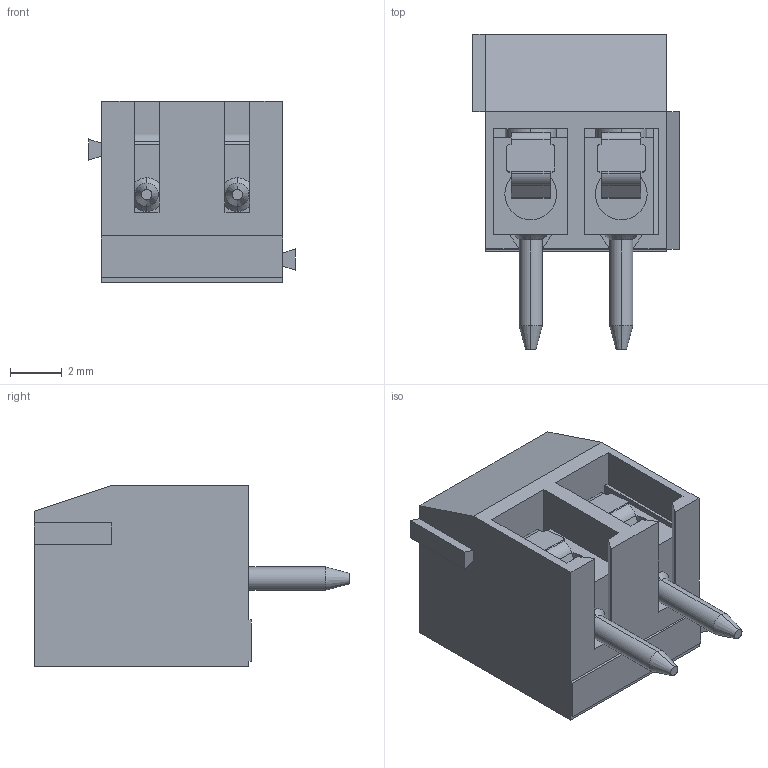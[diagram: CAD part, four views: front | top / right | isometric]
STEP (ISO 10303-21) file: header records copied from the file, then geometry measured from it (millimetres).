
FILE_DESCRIPTION (( 'STEP AP214' ), '1' );
FILE_NAME ('OSTTE020104.STEP', '2020-10-08T13:13:26', ( '' ), ( '' ), 'SwSTEP 2.0', 'SolidWorks 2017', '' );
FILE_SCHEMA (( 'AUTOMOTIVE_DESIGN' ));
Length unit declared in the file: millimetre
Products named in the file (1): OSTTE020104
Bounding box: 8 x 12.2 x 7 mm (x, y, z)
Volume: 268.4 mm3; surface area: 943.8 mm2
Topology: 5 solids, 5 shells, 245 faces, 577 edges, 352 vertices
Faces by surface type: plane 169, cylinder 58, cone 12, torus 6
Entity records: 6997 total; most frequent: CARTESIAN_POINT 1215, DIRECTION 1201, ORIENTED_EDGE 1154, EDGE_CURVE 577, VECTOR 429, LINE 429, AXIS2_PLACEMENT_3D 386, VERTEX_POINT 352
